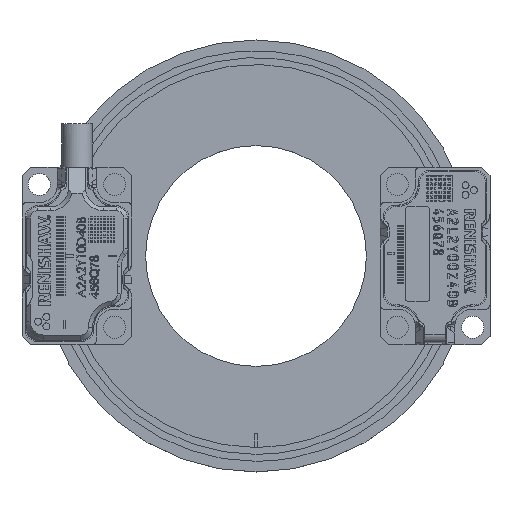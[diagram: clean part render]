
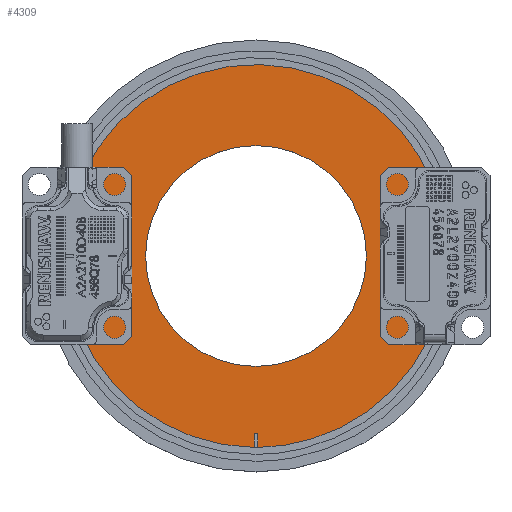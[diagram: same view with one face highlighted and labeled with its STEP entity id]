
A CAD part, top view. The second image highlights one B-rep face of the part: STEP entity #4309.
In plain terms, the highlighted planar face has unit normal (0, 0, 1).
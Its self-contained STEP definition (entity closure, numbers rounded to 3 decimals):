
#4309=ADVANCED_FACE('',(#12874,#12875),#5787,.T.);
#5787=PLANE('',#37432);
#6317=CIRCLE('',#37429,12.75);
#12874=FACE_BOUND('',#14851,.T.);
#12875=FACE_BOUND('',#14852,.T.);
#14851=EDGE_LOOP('',(#24275,#24276,#24277,#24278));
#14852=EDGE_LOOP('',(#24279));
#24275=ORIENTED_EDGE('',*,*,#33305,.F.);
#24276=ORIENTED_EDGE('',*,*,#33309,.F.);
#24277=ORIENTED_EDGE('',*,*,#33307,.F.);
#24278=ORIENTED_EDGE('',*,*,#33306,.F.);
#24279=ORIENTED_EDGE('',*,*,#33313,.F.);
#28349=VERTEX_POINT('',#63091);
#28350=VERTEX_POINT('',#63092);
#28351=VERTEX_POINT('',#63097);
#28352=VERTEX_POINT('',#63102);
#28357=VERTEX_POINT('',#63187);
#33305=EDGE_CURVE('',#28349,#28351,#35344,.T.);
#33306=EDGE_CURVE('',#28351,#28352,#35345,.T.);
#33307=EDGE_CURVE('',#28352,#28350,#35346,.T.);
#33309=EDGE_CURVE('',#28350,#28349,#35348,.T.);
#33313=EDGE_CURVE('',#28357,#28357,#6317,.T.);
#35344=B_SPLINE_CURVE_WITH_KNOTS('',3,(#63093,#63094,#63095,#63096),
 .UNSPECIFIED.,.F.,.F.,(4,4),(0.,1.),.UNSPECIFIED.);
#35345=B_SPLINE_CURVE_WITH_KNOTS('',3,(#63098,#63099,#63100,#63101),
 .UNSPECIFIED.,.F.,.F.,(4,4),(0.,1.),.UNSPECIFIED.);
#35346=B_SPLINE_CURVE_WITH_KNOTS('',3,(#63103,#63104,#63105,#63106),
 .UNSPECIFIED.,.F.,.F.,(4,4),(0.,1.),.UNSPECIFIED.);
#35348=B_SPLINE_CURVE_WITH_KNOTS('',3,(#63134,#63135,#63136,#63137,#63138,
#63139,#63140,#63141,#63142,#63143,#63144,#63145,#63146,#63147,#63148,#63149,
#63150,#63151),.UNSPECIFIED.,.F.,.F.,(4,2,2,2,2,2,2,2,4),(0.,0.125,0.25,
0.375,0.5,0.625,0.75,0.875,1.),.UNSPECIFIED.);
#37429=AXIS2_PLACEMENT_3D('',#63186,#44675,#44676);
#37432=AXIS2_PLACEMENT_3D('',#63190,#44681,#44682);
#44675=DIRECTION('',(0.,0.,1.));
#44676=DIRECTION('',(0.,-1.,0.));
#44681=DIRECTION('',(0.,0.,1.));
#44682=DIRECTION('',(1.,0.,0.));
#63091=CARTESIAN_POINT('',(27.206,-11.868,47.5));
#63092=CARTESIAN_POINT('',(26.856,-11.868,47.5));
#63093=CARTESIAN_POINT('',(27.206,-11.868,47.5));
#63094=CARTESIAN_POINT('',(27.206,-11.335,47.5));
#63095=CARTESIAN_POINT('',(27.206,-10.802,47.5));
#63096=CARTESIAN_POINT('',(27.206,-10.269,47.5));
#63097=CARTESIAN_POINT('',(27.206,-10.269,47.5));
#63098=CARTESIAN_POINT('',(27.206,-10.269,47.5));
#63099=CARTESIAN_POINT('',(27.089,-10.269,47.5));
#63100=CARTESIAN_POINT('',(26.973,-10.269,47.5));
#63101=CARTESIAN_POINT('',(26.856,-10.269,47.5));
#63102=CARTESIAN_POINT('',(26.856,-10.269,47.5));
#63103=CARTESIAN_POINT('',(26.856,-10.269,47.5));
#63104=CARTESIAN_POINT('',(26.856,-10.802,47.5));
#63105=CARTESIAN_POINT('',(26.856,-11.335,47.5));
#63106=CARTESIAN_POINT('',(26.856,-11.868,47.5));
#63134=CARTESIAN_POINT('',(26.856,-11.868,47.5));
#63135=CARTESIAN_POINT('',(21.065,-11.822,47.5));
#63136=CARTESIAN_POINT('',(15.368,-9.415,47.5));
#63137=CARTESIAN_POINT('',(7.229,-1.179,47.5));
#63138=CARTESIAN_POINT('',(4.89,4.547,47.5));
#63139=CARTESIAN_POINT('',(4.935,16.128,47.5));
#63140=CARTESIAN_POINT('',(7.319,21.834,47.5));
#63141=CARTESIAN_POINT('',(15.525,30.008,47.5));
#63142=CARTESIAN_POINT('',(21.234,32.368,47.5));
#63143=CARTESIAN_POINT('',(32.828,32.369,47.5));
#63144=CARTESIAN_POINT('',(38.534,30.011,47.5));
#63145=CARTESIAN_POINT('',(46.746,21.831,47.5));
#63146=CARTESIAN_POINT('',(49.126,16.132,47.5));
#63147=CARTESIAN_POINT('',(49.172,4.543,47.5));
#63148=CARTESIAN_POINT('',(46.836,-1.176,47.5));
#63149=CARTESIAN_POINT('',(38.692,-9.418,47.5));
#63150=CARTESIAN_POINT('',(32.995,-11.823,47.5));
#63151=CARTESIAN_POINT('',(27.206,-11.868,47.5));
#63186=CARTESIAN_POINT('',(27.031,10.25,47.5));
#63187=CARTESIAN_POINT('',(27.031,-2.5,47.5));
#63190=CARTESIAN_POINT('',(27.031,10.25,47.5));
